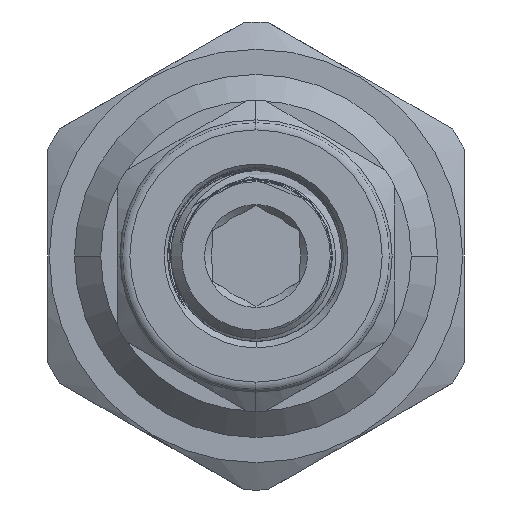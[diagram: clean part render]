
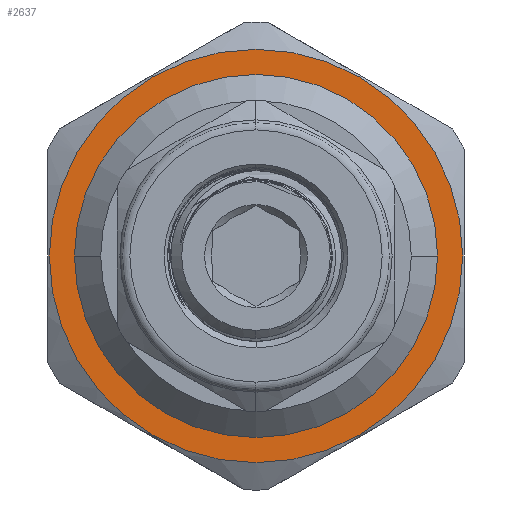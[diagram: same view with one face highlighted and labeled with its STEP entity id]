
A CAD part, left-side view. The second image highlights one B-rep face of the part: STEP entity #2637.
In plain terms, the highlighted planar face has unit normal (-1, 0, 0).
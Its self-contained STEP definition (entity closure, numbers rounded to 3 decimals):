
#6 = EDGE_CURVE ( 'NONE', #9279, #12716, #2714, .T. ) ;
#883 = DIRECTION ( 'NONE',  ( 1., 0., 0. ) ) ;
#1082 = VERTEX_POINT ( 'NONE', #16496 ) ;
#2376 = EDGE_CURVE ( 'NONE', #12716, #9279, #12765, .T. ) ;
#2610 = CARTESIAN_POINT ( 'NONE',  ( 13.84, -8.3, 0. ) ) ;
#2637 = ADVANCED_FACE ( 'NONE', ( #13404, #5697 ), #10889, .F. ) ;
#2714 = CIRCLE ( 'NONE', #8755, 8.3 ) ;
#3801 = DIRECTION ( 'NONE',  ( 0., 1., 0. ) ) ;
#4812 = CARTESIAN_POINT ( 'NONE',  ( 13.84, 0., 0. ) ) ;
#4954 = DIRECTION ( 'NONE',  ( 0., -1., 0. ) ) ;
#5158 = CIRCLE ( 'NONE', #6448, 9.45 ) ;
#5697 = FACE_OUTER_BOUND ( 'NONE', #17095, .T. ) ;
#6359 = ORIENTED_EDGE ( 'NONE', *, *, #6, .F. ) ;
#6448 = AXIS2_PLACEMENT_3D ( 'NONE', #17702, #12027, #3801 ) ;
#6566 = ORIENTED_EDGE ( 'NONE', *, *, #15447, .T. ) ;
#6570 = DIRECTION ( 'NONE',  ( -1., 0., 0. ) ) ;
#6843 = ORIENTED_EDGE ( 'NONE', *, *, #2376, .F. ) ;
#7822 = DIRECTION ( 'NONE',  ( 0., 1., 0. ) ) ;
#8443 = AXIS2_PLACEMENT_3D ( 'NONE', #16371, #883, #4954 ) ;
#8755 = AXIS2_PLACEMENT_3D ( 'NONE', #13798, #16786, #12479 ) ;
#9279 = VERTEX_POINT ( 'NONE', #17474 ) ;
#9850 = AXIS2_PLACEMENT_3D ( 'NONE', #15071, #6570, #7822 ) ;
#10889 = PLANE ( 'NONE',  #8443 ) ;
#11668 = CIRCLE ( 'NONE', #17612, 9.45 ) ;
#12027 = DIRECTION ( 'NONE',  ( -1., 0., 0. ) ) ;
#12479 = DIRECTION ( 'NONE',  ( 0., 1., 0. ) ) ;
#12716 = VERTEX_POINT ( 'NONE', #2610 ) ;
#12765 = CIRCLE ( 'NONE', #9850, 8.3 ) ;
#12856 = EDGE_LOOP ( 'NONE', ( #6359, #6843 ) ) ;
#13208 = ORIENTED_EDGE ( 'NONE', *, *, #16250, .T. ) ;
#13404 = FACE_BOUND ( 'NONE', #12856, .T. ) ;
#13798 = CARTESIAN_POINT ( 'NONE',  ( 13.84, 0., 0. ) ) ;
#14568 = DIRECTION ( 'NONE',  ( -1., 0., 0. ) ) ;
#15001 = VERTEX_POINT ( 'NONE', #15080 ) ;
#15071 = CARTESIAN_POINT ( 'NONE',  ( 13.84, 0., 0. ) ) ;
#15080 = CARTESIAN_POINT ( 'NONE',  ( 13.84, -9.45, 0. ) ) ;
#15447 = EDGE_CURVE ( 'NONE', #15001, #1082, #11668, .T. ) ;
#16250 = EDGE_CURVE ( 'NONE', #1082, #15001, #5158, .T. ) ;
#16371 = CARTESIAN_POINT ( 'NONE',  ( 13.84, 0., -8.3 ) ) ;
#16496 = CARTESIAN_POINT ( 'NONE',  ( 13.84, 9.45, 0. ) ) ;
#16786 = DIRECTION ( 'NONE',  ( -1., 0., 0. ) ) ;
#17095 = EDGE_LOOP ( 'NONE', ( #6566, #13208 ) ) ;
#17295 = DIRECTION ( 'NONE',  ( 0., 1., 0. ) ) ;
#17474 = CARTESIAN_POINT ( 'NONE',  ( 13.84, 8.3, 0. ) ) ;
#17612 = AXIS2_PLACEMENT_3D ( 'NONE', #4812, #14568, #17295 ) ;
#17702 = CARTESIAN_POINT ( 'NONE',  ( 13.84, 0., 0. ) ) ;
